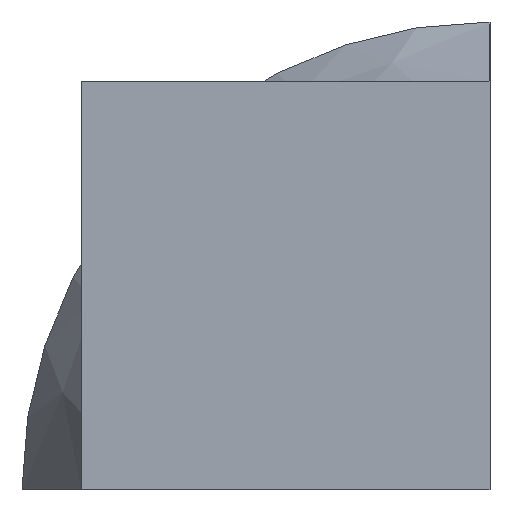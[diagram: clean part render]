
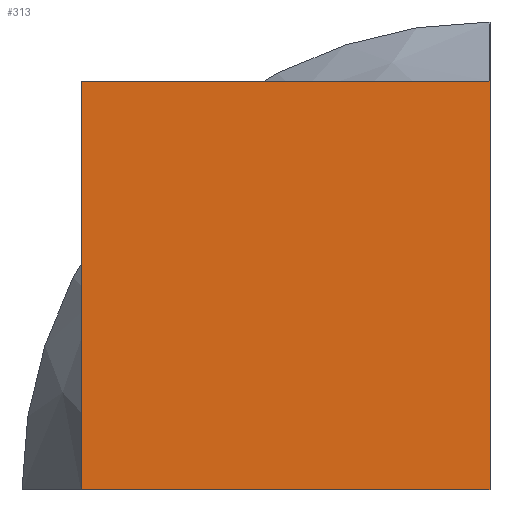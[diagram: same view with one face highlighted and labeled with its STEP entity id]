
A CAD part, front view. The second image highlights one B-rep face of the part: STEP entity #313.
In plain terms, the highlighted planar face has unit normal (0, -1, 0).
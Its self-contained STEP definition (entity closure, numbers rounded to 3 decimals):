
#2 = CARTESIAN_POINT ( 'NONE',  ( -80., 0., 80. ) ) ;
#33 = EDGE_CURVE ( 'NONE', #531, #688, #965, .T. ) ;
#70 = VECTOR ( 'NONE', #596, 1000. ) ;
#71 = CARTESIAN_POINT ( 'NONE',  ( -80., 0., 80. ) ) ;
#110 = CARTESIAN_POINT ( 'NONE',  ( -80., 0., 80. ) ) ;
#128 = DIRECTION ( 'NONE',  ( 0., 0., -1. ) ) ;
#182 = ORIENTED_EDGE ( 'NONE', *, *, #597, .F. ) ;
#200 = VERTEX_POINT ( 'NONE', #834 ) ;
#202 = CARTESIAN_POINT ( 'NONE',  ( 0., 0., 0. ) ) ;
#205 = DIRECTION ( 'NONE',  ( 0., 0., 1. ) ) ;
#257 = CARTESIAN_POINT ( 'NONE',  ( 0., 0., 0. ) ) ;
#302 = CARTESIAN_POINT ( 'NONE',  ( -80., 0., 0. ) ) ;
#313 = ADVANCED_FACE ( 'NONE', ( #1345 ), #821, .T. ) ;
#531 = VERTEX_POINT ( 'NONE', #686 ) ;
#596 = DIRECTION ( 'NONE',  ( 1., 0., 0. ) ) ;
#597 = EDGE_CURVE ( 'NONE', #688, #1063, #720, .T. ) ;
#637 = VECTOR ( 'NONE', #806, 1000. ) ;
#659 = VECTOR ( 'NONE', #205, 1000. ) ;
#670 = AXIS2_PLACEMENT_3D ( 'NONE', #202, #827, #128 ) ;
#686 = CARTESIAN_POINT ( 'NONE',  ( 0., 0., 0. ) ) ;
#688 = VERTEX_POINT ( 'NONE', #302 ) ;
#720 = LINE ( 'NONE', #2, #659 ) ;
#806 = DIRECTION ( 'NONE',  ( 0., 0., 1. ) ) ;
#821 = PLANE ( 'NONE',  #670 ) ;
#827 = DIRECTION ( 'NONE',  ( 0., -1., 0. ) ) ;
#834 = CARTESIAN_POINT ( 'NONE',  ( 0., 0., 80. ) ) ;
#964 = ORIENTED_EDGE ( 'NONE', *, *, #1207, .F. ) ;
#965 = LINE ( 'NONE', #257, #1120 ) ;
#1003 = LINE ( 'NONE', #1008, #637 ) ;
#1008 = CARTESIAN_POINT ( 'NONE',  ( 0., 0., 0. ) ) ;
#1009 = ORIENTED_EDGE ( 'NONE', *, *, #33, .F. ) ;
#1014 = EDGE_CURVE ( 'NONE', #531, #200, #1003, .T. ) ;
#1046 = ORIENTED_EDGE ( 'NONE', *, *, #1014, .T. ) ;
#1063 = VERTEX_POINT ( 'NONE', #71 ) ;
#1120 = VECTOR ( 'NONE', #1184, 1000. ) ;
#1125 = LINE ( 'NONE', #110, #70 ) ;
#1169 = EDGE_LOOP ( 'NONE', ( #1009, #1046, #964, #182 ) ) ;
#1184 = DIRECTION ( 'NONE',  ( -1., 0., 0. ) ) ;
#1207 = EDGE_CURVE ( 'NONE', #1063, #200, #1125, .T. ) ;
#1345 = FACE_OUTER_BOUND ( 'NONE', #1169, .T. ) ;
